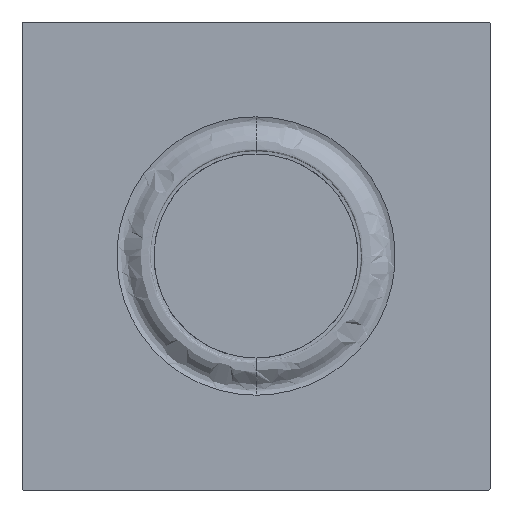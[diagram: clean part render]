
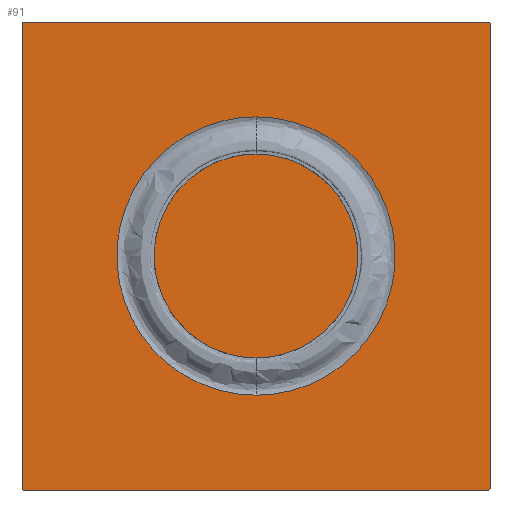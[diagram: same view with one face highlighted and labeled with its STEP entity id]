
A CAD part, front view. The second image highlights one B-rep face of the part: STEP entity #91.
In plain terms, the highlighted planar face has unit normal (0, -1, 0).
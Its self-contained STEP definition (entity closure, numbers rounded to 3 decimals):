
#91=ADVANCED_FACE('',(#133),#700,.T.);
#133=FACE_OUTER_BOUND('',#175,.T.);
#175=EDGE_LOOP('',(#225,#226,#227,#228,#229,#230,#231,#232));
#225=ORIENTED_EDGE('',*,*,#425,.T.);
#226=ORIENTED_EDGE('',*,*,#445,.T.);
#227=ORIENTED_EDGE('',*,*,#426,.T.);
#228=ORIENTED_EDGE('',*,*,#443,.T.);
#229=ORIENTED_EDGE('',*,*,#427,.T.);
#230=ORIENTED_EDGE('',*,*,#441,.T.);
#231=ORIENTED_EDGE('',*,*,#428,.T.);
#232=ORIENTED_EDGE('',*,*,#447,.T.);
#425=EDGE_CURVE('',#628,#629,#550,.T.);
#426=EDGE_CURVE('',#630,#631,#551,.T.);
#427=EDGE_CURVE('',#632,#633,#552,.T.);
#428=EDGE_CURVE('',#634,#635,#553,.T.);
#441=EDGE_CURVE('',#633,#634,#533,.T.);
#443=EDGE_CURVE('',#631,#632,#535,.T.);
#445=EDGE_CURVE('',#629,#630,#537,.T.);
#447=EDGE_CURVE('',#635,#628,#539,.T.);
#533=(
BOUNDED_CURVE()
B_SPLINE_CURVE(2,(#925,#926,#927),.UNSPECIFIED.,.F.,.F.)
B_SPLINE_CURVE_WITH_KNOTS((3,3),(-1.,0.),.UNSPECIFIED.)
CURVE()
GEOMETRIC_REPRESENTATION_ITEM()
RATIONAL_B_SPLINE_CURVE((1.,0.707,1.))
REPRESENTATION_ITEM('')
);
#535=(
BOUNDED_CURVE()
B_SPLINE_CURVE(2,(#931,#932,#933),.UNSPECIFIED.,.F.,.F.)
B_SPLINE_CURVE_WITH_KNOTS((3,3),(-1.,0.),.UNSPECIFIED.)
CURVE()
GEOMETRIC_REPRESENTATION_ITEM()
RATIONAL_B_SPLINE_CURVE((1.,0.707,1.))
REPRESENTATION_ITEM('')
);
#537=(
BOUNDED_CURVE()
B_SPLINE_CURVE(2,(#937,#938,#939),.UNSPECIFIED.,.F.,.F.)
B_SPLINE_CURVE_WITH_KNOTS((3,3),(-1.,0.),.UNSPECIFIED.)
CURVE()
GEOMETRIC_REPRESENTATION_ITEM()
RATIONAL_B_SPLINE_CURVE((1.,0.707,1.))
REPRESENTATION_ITEM('')
);
#539=(
BOUNDED_CURVE()
B_SPLINE_CURVE(2,(#943,#944,#945),.UNSPECIFIED.,.F.,.F.)
B_SPLINE_CURVE_WITH_KNOTS((3,3),(-1.,0.),.UNSPECIFIED.)
CURVE()
GEOMETRIC_REPRESENTATION_ITEM()
RATIONAL_B_SPLINE_CURVE((1.,0.707,1.))
REPRESENTATION_ITEM('')
);
#550=B_SPLINE_CURVE_WITH_KNOTS('',1,(#877,#878),.UNSPECIFIED.,.F.,.F.,(2,
2),(0.,1094.),.UNSPECIFIED.);
#551=B_SPLINE_CURVE_WITH_KNOTS('',1,(#879,#880),.UNSPECIFIED.,.F.,.F.,(2,
2),(0.,1094.),.UNSPECIFIED.);
#552=B_SPLINE_CURVE_WITH_KNOTS('',1,(#881,#882),.UNSPECIFIED.,.F.,.F.,(2,
2),(0.,1094.),.UNSPECIFIED.);
#553=B_SPLINE_CURVE_WITH_KNOTS('',1,(#883,#884),.UNSPECIFIED.,.F.,.F.,(2,
2),(0.,1094.),.UNSPECIFIED.);
#628=VERTEX_POINT('',#861);
#629=VERTEX_POINT('',#862);
#630=VERTEX_POINT('',#863);
#631=VERTEX_POINT('',#864);
#632=VERTEX_POINT('',#865);
#633=VERTEX_POINT('',#866);
#634=VERTEX_POINT('',#867);
#635=VERTEX_POINT('',#868);
#700=PLANE('',#746);
#746=AXIS2_PLACEMENT_3D('',#807,#776,$);
#776=DIRECTION('',(0.,-1.,0.));
#807=CARTESIAN_POINT('',(2624.86,0.,2256.981));
#861=CARTESIAN_POINT('',(3834.98,0.,1049.861));
#862=CARTESIAN_POINT('',(3834.98,0.,2143.861));
#863=CARTESIAN_POINT('',(3831.98,0.,2146.861));
#864=CARTESIAN_POINT('',(2737.98,0.,2146.861));
#865=CARTESIAN_POINT('',(2734.98,0.,2143.861));
#866=CARTESIAN_POINT('',(2734.98,0.,1049.861));
#867=CARTESIAN_POINT('',(2737.98,0.,1046.861));
#868=CARTESIAN_POINT('',(3831.98,0.,1046.861));
#877=CARTESIAN_POINT('',(3834.98,0.,1049.861));
#878=CARTESIAN_POINT('',(3834.98,0.,2143.861));
#879=CARTESIAN_POINT('',(3831.98,0.,2146.861));
#880=CARTESIAN_POINT('',(2737.98,0.,2146.861));
#881=CARTESIAN_POINT('',(2734.98,0.,2143.861));
#882=CARTESIAN_POINT('',(2734.98,0.,1049.861));
#883=CARTESIAN_POINT('',(2737.98,0.,1046.861));
#884=CARTESIAN_POINT('',(3831.98,0.,1046.861));
#925=CARTESIAN_POINT('',(2734.98,0.,1049.861));
#926=CARTESIAN_POINT('',(2734.98,0.,1046.861));
#927=CARTESIAN_POINT('',(2737.98,0.,1046.861));
#931=CARTESIAN_POINT('',(2737.98,0.,2146.861));
#932=CARTESIAN_POINT('',(2734.98,0.,2146.861));
#933=CARTESIAN_POINT('',(2734.98,0.,2143.861));
#937=CARTESIAN_POINT('',(3834.98,0.,2143.861));
#938=CARTESIAN_POINT('',(3834.98,0.,2146.861));
#939=CARTESIAN_POINT('',(3831.98,0.,2146.861));
#943=CARTESIAN_POINT('',(3831.98,0.,1046.861));
#944=CARTESIAN_POINT('',(3834.98,0.,1046.861));
#945=CARTESIAN_POINT('',(3834.98,0.,1049.861));
